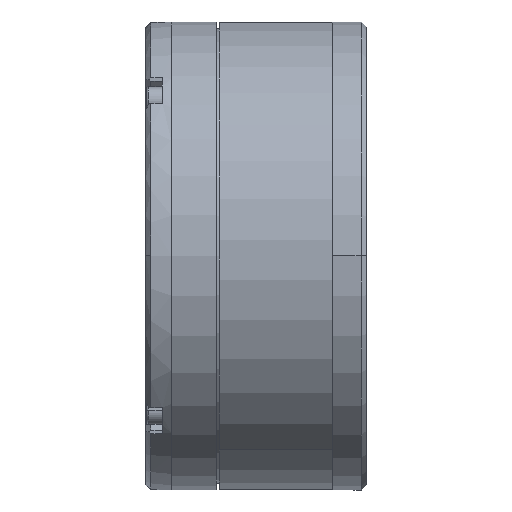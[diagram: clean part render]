
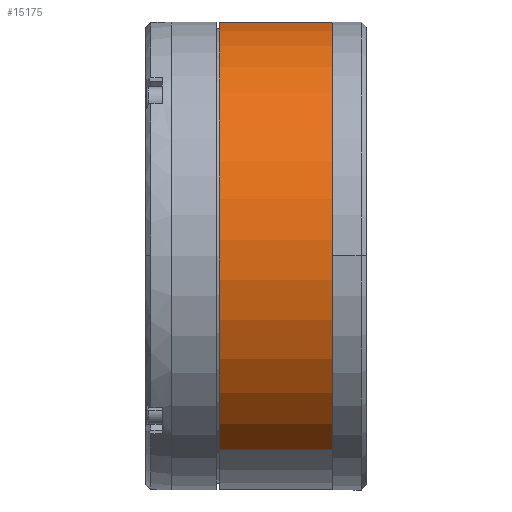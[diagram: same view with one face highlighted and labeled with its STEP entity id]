
A CAD part, top view. The second image highlights one B-rep face of the part: STEP entity #15175.
In plain terms, the highlighted cylindrical face has radius 44.5 mm (diameter 89 mm), a partial arc.
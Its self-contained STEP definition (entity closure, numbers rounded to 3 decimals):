
#710 = VERTEX_POINT ( 'NONE', #8645 ) ;
#712 = VERTEX_POINT ( 'NONE', #8652 ) ;
#716 = VERTEX_POINT ( 'NONE', #8667 ) ;
#729 = VERTEX_POINT ( 'NONE', #8672 ) ;
#3293 = FACE_OUTER_BOUND ( 'NONE', #7572, .T. ) ;
#3304 = CYLINDRICAL_SURFACE ( 'NONE', #21714, 44.5 ) ;
#4974 = CIRCLE ( 'NONE', #14471, 44.5 ) ;
#4984 = LINE ( 'NONE', #10634, #5006 ) ;
#4999 = VECTOR ( 'NONE', #10648, 1000. ) ;
#5006 = VECTOR ( 'NONE', #10618, 1000. ) ;
#5007 = LINE ( 'NONE', #10647, #4999 ) ;
#5019 = CIRCLE ( 'NONE', #14499, 44.5 ) ;
#7360 = ORIENTED_EDGE ( 'NONE', *, *, #11535, .T. ) ;
#7363 = ORIENTED_EDGE ( 'NONE', *, *, #11531, .F. ) ;
#7375 = ORIENTED_EDGE ( 'NONE', *, *, #11510, .T. ) ;
#7406 = ORIENTED_EDGE ( 'NONE', *, *, #11550, .T. ) ;
#7572 = EDGE_LOOP ( 'NONE', ( #7406, #7360, #7375, #7363 ) ) ;
#8645 = CARTESIAN_POINT ( 'NONE',  ( -6.5, -36.929, 24.829 ) ) ;
#8652 = CARTESIAN_POINT ( 'NONE',  ( -6.5, 36.929, -24.829 ) ) ;
#8667 = CARTESIAN_POINT ( 'NONE',  ( -28., 36.929, -24.829 ) ) ;
#8672 = CARTESIAN_POINT ( 'NONE',  ( -28., -36.929, 24.829 ) ) ;
#10571 = DIRECTION ( 'NONE',  ( 1., 0., 0. ) ) ;
#10578 = DIRECTION ( 'NONE',  ( 0., -0.83, 0.558 ) ) ;
#10580 = CARTESIAN_POINT ( 'NONE',  ( -28., 0., 0. ) ) ;
#10618 = DIRECTION ( 'NONE',  ( -1., 0., 0. ) ) ;
#10634 = CARTESIAN_POINT ( 'NONE',  ( -6.5, -36.929, 24.829 ) ) ;
#10647 = CARTESIAN_POINT ( 'NONE',  ( -6.5, 36.929, -24.829 ) ) ;
#10648 = DIRECTION ( 'NONE',  ( -1., 0., 0. ) ) ;
#10693 = DIRECTION ( 'NONE',  ( 0., -0.83, 0.558 ) ) ;
#10699 = DIRECTION ( 'NONE',  ( -1., 0., 0. ) ) ;
#10716 = CARTESIAN_POINT ( 'NONE',  ( -6.5, 0., 0. ) ) ;
#11510 = EDGE_CURVE ( 'NONE', #716, #729, #4974, .T. ) ;
#11531 = EDGE_CURVE ( 'NONE', #710, #729, #4984, .T. ) ;
#11535 = EDGE_CURVE ( 'NONE', #712, #716, #5007, .T. ) ;
#11550 = EDGE_CURVE ( 'NONE', #710, #712, #5019, .T. ) ;
#14471 = AXIS2_PLACEMENT_3D ( 'NONE', #10580, #10571, #10578 ) ;
#14499 = AXIS2_PLACEMENT_3D ( 'NONE', #10716, #10699, #10693 ) ;
#15175 = ADVANCED_FACE ( 'NONE', ( #3293 ), #3304, .T. ) ;
#18206 = DIRECTION ( 'NONE',  ( -1., 0., 0. ) ) ;
#18228 = DIRECTION ( 'NONE',  ( 0., -0.83, 0.558 ) ) ;
#18229 = CARTESIAN_POINT ( 'NONE',  ( -6.5, 0., 0. ) ) ;
#21714 = AXIS2_PLACEMENT_3D ( 'NONE', #18229, #18206, #18228 ) ;
